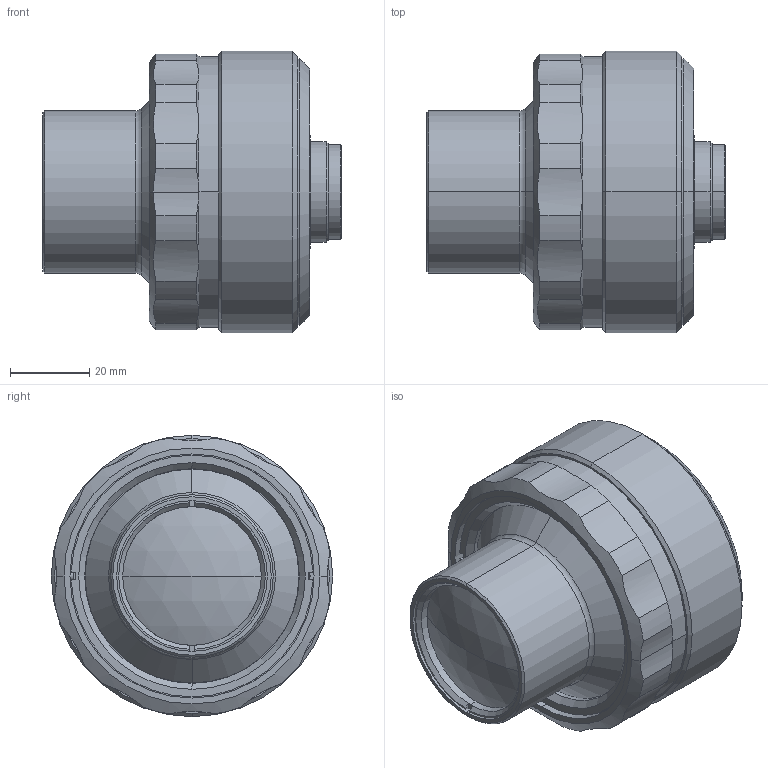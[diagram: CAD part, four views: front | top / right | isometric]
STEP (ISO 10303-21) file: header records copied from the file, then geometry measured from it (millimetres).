
FILE_DESCRIPTION (( 'STEP AP214' ), '1' );
FILE_NAME ('SW05020.STEP', '2016-03-14T08:41:10', ( '' ), ( '' ), 'SwSTEP 2.0', 'SolidWorks 2015', '' );
FILE_SCHEMA (( 'AUTOMOTIVE_DESIGN' ));
Length unit declared in the file: millimetre
Products named in the file (1): SW05020
Bounding box: 75.33 x 71 x 71 mm (x, y, z)
Surface area: 29530.5 mm2 (no closed solid volume)
Topology: 0 solids, 9 shells, 119 faces, 315 edges, 210 vertices
Faces by surface type: cylinder 62, plane 27, cone 24, sphere 4, torus 2
Entity records: 5300 total; most frequent: CARTESIAN_POINT 955, DIRECTION 679, ORIENTED_EDGE 565, EDGE_CURVE 315, AXIS2_PLACEMENT_3D 282, VERTEX_POINT 210, CIRCLE 162, EDGE_LOOP 141
